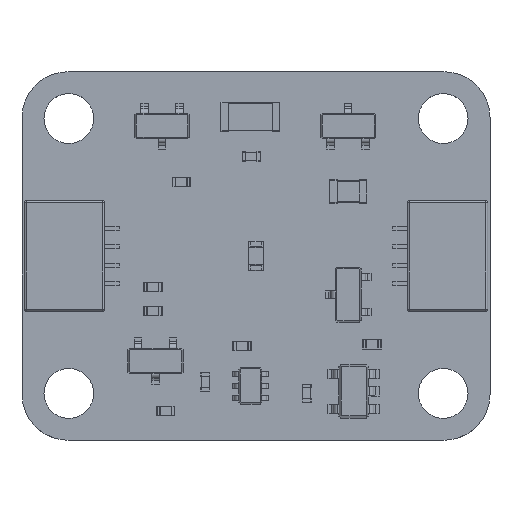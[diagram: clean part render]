
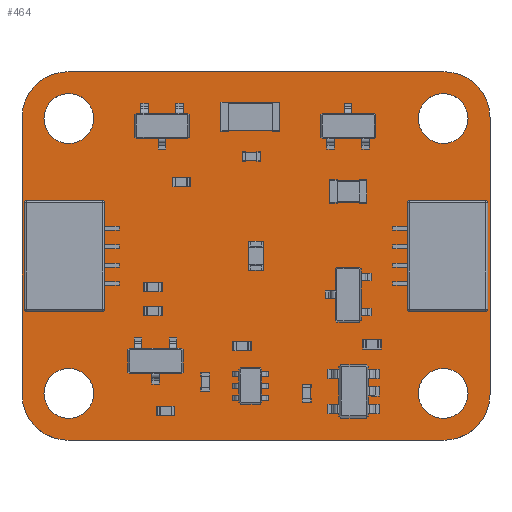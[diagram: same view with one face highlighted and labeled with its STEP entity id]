
A CAD part, top view. The second image highlights one B-rep face of the part: STEP entity #464.
In plain terms, the highlighted planar face has unit normal (0, 0, 1).
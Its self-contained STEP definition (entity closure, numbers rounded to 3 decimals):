
#81 = VERTEX_POINT('',#82);
#82 = CARTESIAN_POINT('',(52.5,-50.,0.));
#100 = VERTEX_POINT('',#101);
#101 = CARTESIAN_POINT('',(50.,-52.5,0.));
#107 = EDGE_CURVE('',#81,#100,#108,.T.);
#108 = CIRCLE('',#109,2.5);
#109 = AXIS2_PLACEMENT_3D('',#110,#111,#112);
#110 = CARTESIAN_POINT('',(52.5,-52.5,0.));
#111 = DIRECTION('',(0.,0.,1.));
#112 = DIRECTION('',(1.,0.,0.));
#132 = VERTEX_POINT('',#133);
#133 = CARTESIAN_POINT('',(72.9,-50.,0.));
#139 = EDGE_CURVE('',#81,#132,#140,.T.);
#140 = LINE('',#141,#142);
#141 = CARTESIAN_POINT('',(52.5,-50.,0.));
#142 = VECTOR('',#143,1.);
#143 = DIRECTION('',(1.,0.,0.));
#163 = VERTEX_POINT('',#164);
#164 = CARTESIAN_POINT('',(50.,-67.5,0.));
#170 = EDGE_CURVE('',#100,#163,#171,.T.);
#171 = LINE('',#172,#173);
#172 = CARTESIAN_POINT('',(50.,-52.5,0.));
#173 = VECTOR('',#174,1.);
#174 = DIRECTION('',(0.,-1.,0.));
#185 = VERTEX_POINT('',#186);
#186 = CARTESIAN_POINT('',(75.4,-52.5,0.));
#202 = EDGE_CURVE('',#185,#132,#203,.T.);
#203 = CIRCLE('',#204,2.5);
#204 = AXIS2_PLACEMENT_3D('',#205,#206,#207);
#205 = CARTESIAN_POINT('',(72.9,-52.5,0.));
#206 = DIRECTION('',(0.,0.,1.));
#207 = DIRECTION('',(1.,0.,0.));
#228 = VERTEX_POINT('',#229);
#229 = CARTESIAN_POINT('',(52.5,-70.,0.));
#235 = EDGE_CURVE('',#163,#228,#236,.T.);
#236 = CIRCLE('',#237,2.5);
#237 = AXIS2_PLACEMENT_3D('',#238,#239,#240);
#238 = CARTESIAN_POINT('',(52.5,-67.5,0.));
#239 = DIRECTION('',(0.,0.,1.));
#240 = DIRECTION('',(1.,0.,0.));
#260 = VERTEX_POINT('',#261);
#261 = CARTESIAN_POINT('',(75.4,-67.5,0.));
#267 = EDGE_CURVE('',#185,#260,#268,.T.);
#268 = LINE('',#269,#270);
#269 = CARTESIAN_POINT('',(75.4,-52.5,0.));
#270 = VECTOR('',#271,1.);
#271 = DIRECTION('',(0.,-1.,0.));
#291 = VERTEX_POINT('',#292);
#292 = CARTESIAN_POINT('',(72.9,-70.,0.));
#298 = EDGE_CURVE('',#228,#291,#299,.T.);
#299 = LINE('',#300,#301);
#300 = CARTESIAN_POINT('',(52.5,-70.,0.));
#301 = VECTOR('',#302,1.);
#302 = DIRECTION('',(1.,0.,0.));
#321 = EDGE_CURVE('',#291,#260,#322,.T.);
#322 = CIRCLE('',#323,2.5);
#323 = AXIS2_PLACEMENT_3D('',#324,#325,#326);
#324 = CARTESIAN_POINT('',(72.9,-67.5,0.));
#325 = DIRECTION('',(0.,0.,1.));
#326 = DIRECTION('',(1.,0.,0.));
#337 = VERTEX_POINT('',#338);
#338 = CARTESIAN_POINT('',(53.89,-67.46,0.));
#354 = EDGE_CURVE('',#337,#337,#355,.T.);
#355 = CIRCLE('',#356,1.35);
#356 = AXIS2_PLACEMENT_3D('',#357,#358,#359);
#357 = CARTESIAN_POINT('',(52.54,-67.46,0.));
#358 = DIRECTION('',(0.,0.,1.));
#359 = DIRECTION('',(1.,0.,-0.));
#370 = VERTEX_POINT('',#371);
#371 = CARTESIAN_POINT('',(74.21,-67.46,0.));
#387 = EDGE_CURVE('',#370,#370,#388,.T.);
#388 = CIRCLE('',#389,1.35);
#389 = AXIS2_PLACEMENT_3D('',#390,#391,#392);
#390 = CARTESIAN_POINT('',(72.86,-67.46,0.));
#391 = DIRECTION('',(0.,0.,1.));
#392 = DIRECTION('',(1.,0.,-0.));
#403 = VERTEX_POINT('',#404);
#404 = CARTESIAN_POINT('',(53.89,-52.54,0.));
#420 = EDGE_CURVE('',#403,#403,#421,.T.);
#421 = CIRCLE('',#422,1.35);
#422 = AXIS2_PLACEMENT_3D('',#423,#424,#425);
#423 = CARTESIAN_POINT('',(52.54,-52.54,0.));
#424 = DIRECTION('',(0.,0.,1.));
#425 = DIRECTION('',(1.,0.,-0.));
#436 = VERTEX_POINT('',#437);
#437 = CARTESIAN_POINT('',(74.21,-52.54,0.));
#453 = EDGE_CURVE('',#436,#436,#454,.T.);
#454 = CIRCLE('',#455,1.35);
#455 = AXIS2_PLACEMENT_3D('',#456,#457,#458);
#456 = CARTESIAN_POINT('',(72.86,-52.54,0.));
#457 = DIRECTION('',(0.,0.,1.));
#458 = DIRECTION('',(1.,0.,-0.));
#464 = ADVANCED_FACE('',(#465,#475,#478,#481,#484),#487,.T.);
#465 = FACE_BOUND('',#466,.T.);
#466 = EDGE_LOOP('',(#467,#468,#469,#470,#471,#472,#473,#474));
#467 = ORIENTED_EDGE('',*,*,#107,.T.);
#468 = ORIENTED_EDGE('',*,*,#170,.T.);
#469 = ORIENTED_EDGE('',*,*,#235,.T.);
#470 = ORIENTED_EDGE('',*,*,#298,.T.);
#471 = ORIENTED_EDGE('',*,*,#321,.T.);
#472 = ORIENTED_EDGE('',*,*,#267,.F.);
#473 = ORIENTED_EDGE('',*,*,#202,.T.);
#474 = ORIENTED_EDGE('',*,*,#139,.F.);
#475 = FACE_BOUND('',#476,.T.);
#476 = EDGE_LOOP('',(#477));
#477 = ORIENTED_EDGE('',*,*,#354,.F.);
#478 = FACE_BOUND('',#479,.T.);
#479 = EDGE_LOOP('',(#480));
#480 = ORIENTED_EDGE('',*,*,#387,.F.);
#481 = FACE_BOUND('',#482,.T.);
#482 = EDGE_LOOP('',(#483));
#483 = ORIENTED_EDGE('',*,*,#420,.F.);
#484 = FACE_BOUND('',#485,.T.);
#485 = EDGE_LOOP('',(#486));
#486 = ORIENTED_EDGE('',*,*,#453,.F.);
#487 = PLANE('',#488);
#488 = AXIS2_PLACEMENT_3D('',#489,#490,#491);
#489 = CARTESIAN_POINT('',(62.7,-60.,0.));
#490 = DIRECTION('',(0.,0.,1.));
#491 = DIRECTION('',(1.,0.,0.));
